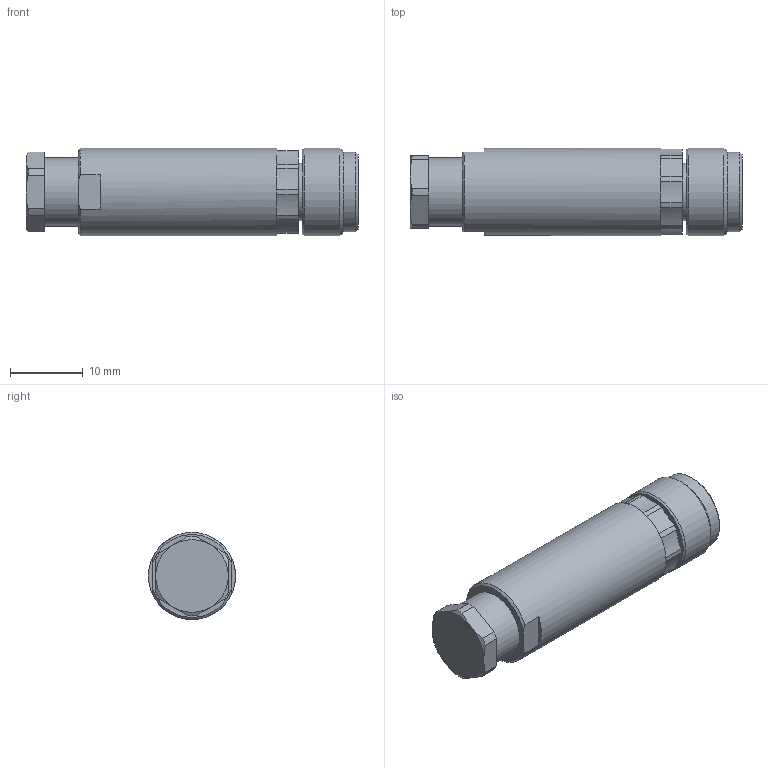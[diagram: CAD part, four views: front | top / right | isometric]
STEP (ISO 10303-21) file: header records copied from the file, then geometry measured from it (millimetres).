
FILE_DESCRIPTION(/* description */ (''),/* implementation_level */ '2;1');
FILE_NAME(/* name */ '99_3400_100_03_001_01.stp',/* time_stamp */ '2016-07-28T14:02:58+02:00',/* author */ (''),/* organization */ (''),/* preprocessor_version */ 'ST-DEVELOPER v14',/* originating_system */ 'SIEMENS PLM Software NX 8.0',/* authorisation */ '');
FILE_SCHEMA (('AUTOMOTIVE_DESIGN { 1 0 10303 214 3 1 1 1 }'));
Length unit declared in the file: millimetre
Products named in the file (1): cerl0CE4BF080w5b
Bounding box: 45.7 x 12 x 12 mm (x, y, z)
Volume: 4640.4 mm3; surface area: 2335.2 mm2
Topology: 1 solids, 1 shells, 98 faces, 273 edges, 170 vertices
Faces by surface type: cylinder 45, plane 29, cone 23, torus 1
Full cylindrical faces by diameter (mm): 1.1 x3, 1.55 x3, 5.65 x1, 6.95 x2, 7.9 x1, 8.1 x2, 9.5 x1, 11 x2, 12 x2
Entity records: 2972 total; most frequent: DIRECTION 562, CARTESIAN_POINT 527, ORIENTED_EDGE 450, AXIS2_PLACEMENT_3D 254, EDGE_CURVE 225, VERTEX_POINT 155, CIRCLE 155, EDGE_LOOP 144
